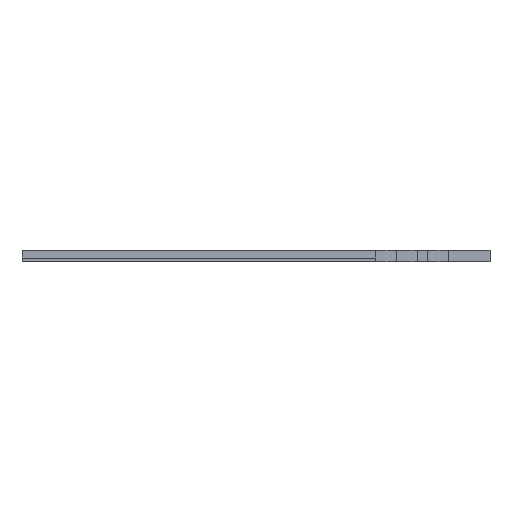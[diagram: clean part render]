
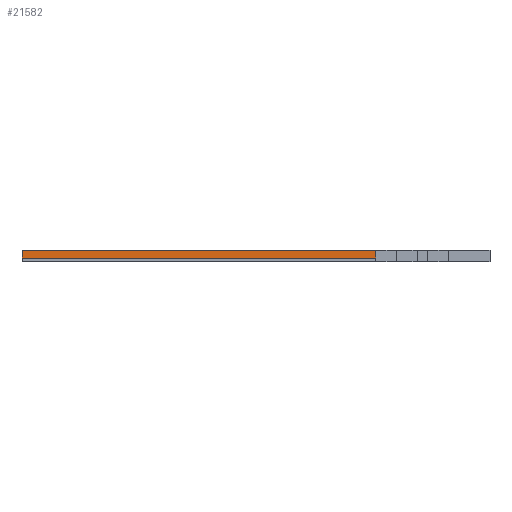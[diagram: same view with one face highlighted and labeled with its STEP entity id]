
A CAD part, front view. The second image highlights one B-rep face of the part: STEP entity #21582.
In plain terms, the highlighted planar face has unit normal (0, -1, 0).
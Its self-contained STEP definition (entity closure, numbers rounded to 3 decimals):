
#171=FACE_OUTER_BOUND('',#1342,.T.);
#1342=EDGE_LOOP('',(#16319,#16320,#16321,#16322));
#2412=LINE('',#29138,#5599);
#4368=LINE('',#33070,#7555);
#4528=LINE('',#33396,#7715);
#4529=LINE('',#33397,#7716);
#5599=VECTOR('',#23765,10.);
#7555=VECTOR('',#25773,10.);
#7715=VECTOR('',#25961,10.);
#7716=VECTOR('',#25962,10.);
#8779=VERTEX_POINT('',#29135);
#8780=VERTEX_POINT('',#29137);
#10730=VERTEX_POINT('',#33069);
#10882=VERTEX_POINT('',#33395);
#10920=EDGE_CURVE('',#8780,#8779,#2412,.T.);
#12886=EDGE_CURVE('',#8780,#10730,#4368,.T.);
#13050=EDGE_CURVE('',#10882,#8779,#4528,.T.);
#13051=EDGE_CURVE('',#10730,#10882,#4529,.T.);
#16319=ORIENTED_EDGE('',*,*,#10920,.T.);
#16320=ORIENTED_EDGE('',*,*,#13050,.F.);
#16321=ORIENTED_EDGE('',*,*,#13051,.F.);
#16322=ORIENTED_EDGE('',*,*,#12886,.F.);
#20520=PLANE('',#22677);
#21582=ADVANCED_FACE('',(#171),#20520,.T.);
#22677=AXIS2_PLACEMENT_3D('',#33394,#25959,#25960);
#23765=DIRECTION('',(0.,0.,1.));
#25773=DIRECTION('',(-1.,0.,0.));
#25959=DIRECTION('center_axis',(0.,-1.,0.));
#25960=DIRECTION('ref_axis',(1.,0.,0.));
#25961=DIRECTION('',(1.,0.,0.));
#25962=DIRECTION('',(0.,0.,1.));
#29135=CARTESIAN_POINT('',(161.924,-101.648,5.1));
#29137=CARTESIAN_POINT('',(161.924,-101.648,1.6));
#29138=CARTESIAN_POINT('',(161.924,-101.648,0.8));
#33069=CARTESIAN_POINT('',(0.,-101.648,1.6));
#33070=CARTESIAN_POINT('',(86.916,-101.648,1.6));
#33394=CARTESIAN_POINT('Origin',(0.,-101.648,1.6));
#33395=CARTESIAN_POINT('',(0.,-101.648,5.1));
#33396=CARTESIAN_POINT('',(0.,-101.648,5.1));
#33397=CARTESIAN_POINT('',(0.,-101.648,1.6));
